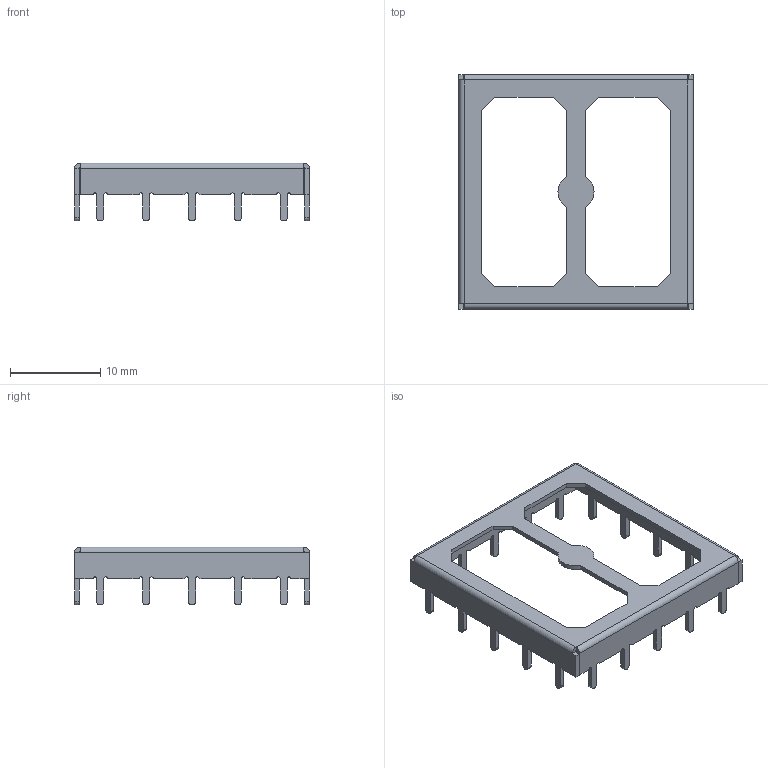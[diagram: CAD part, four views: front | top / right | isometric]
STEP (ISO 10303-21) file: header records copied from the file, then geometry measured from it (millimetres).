
FILE_DESCRIPTION(/* description */ ('Unknown'),/* implementation_level */ '2;1');
FILE_NAME(/* name */ 'H_Wurth_WE-SHC-THT-FRAME_36503255',/* time_stamp */ '2025-07-03T17:27:23+08:00',/* author */ ('Unknown'),/* organization */ ('Unknown'),/* preprocessor_version */ 'ST-DEVELOPER v19.4',/* originating_system */ 'Solid Edge',/* authorisation */ 'Unknown');
FILE_SCHEMA (('AUTOMOTIVE_DESIGN {1 0 10303 214 3 1 1}'));
Length unit declared in the file: millimetre
Products named in the file (2): H_Wurth_WE-SHC-THT-FRAME_36503255
Assembly tree (1 placements, depth 2):
  H_Wurth_WE-SHC-THT-FRAME_36503255
    H_Wurth_WE-SHC-THT-FRAME_36503255
Bounding box: 26 x 26 x 6.4 mm (x, y, z)
Volume: 310.8 mm3; surface area: 1425.8 mm2
Topology: 1 solids, 1 shells, 218 faces, 624 edges, 408 vertices
Faces by surface type: cylinder 110, plane 108
Entity records: 8733 total; most frequent: DIRECTION 1284, CARTESIAN_POINT 1252, ORIENTED_EDGE 1248, EDGE_CURVE 624, AXIS2_PLACEMENT_3D 440, VERTEX_POINT 408, LINE 404, VECTOR 404
